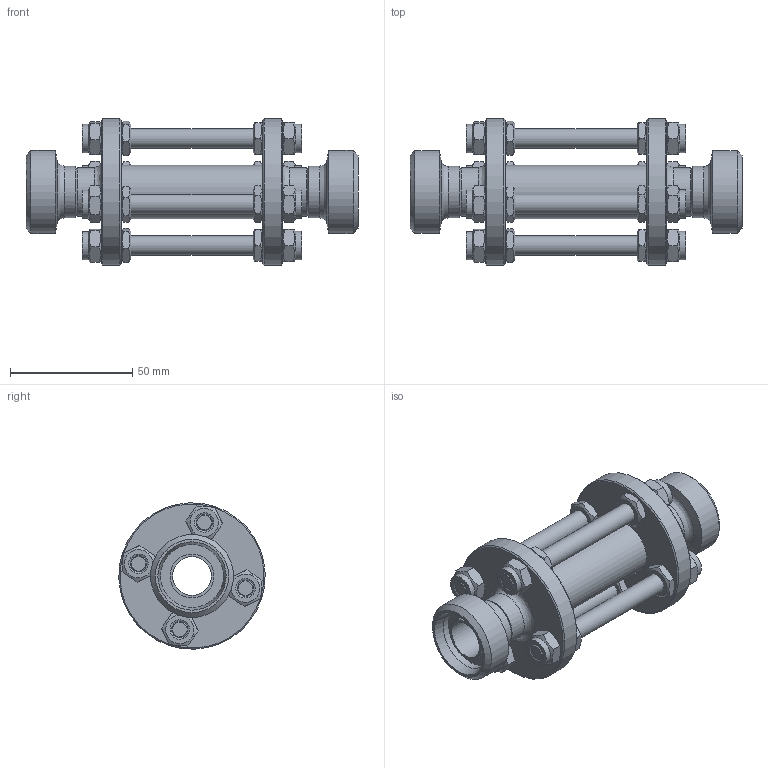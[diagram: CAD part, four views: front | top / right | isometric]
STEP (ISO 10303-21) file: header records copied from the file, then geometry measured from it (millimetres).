
FILE_DESCRIPTION((''),'2;1');
FILE_NAME('61400015X200.stp','2010-10-29T11:37:48',('Creator'),(''),'Autodesk Inventor 2010','Autodesk Inventor 2010','');
FILE_SCHEMA(('AUTOMOTIVE_DESIGN { 1 0 10303 214 1 1 1 1 }'));
Length unit declared in the file: millimetre
Products named in the file (1): 61400015X200
Bounding box: 136 x 59.96 x 59.96 mm (x, y, z)
Volume: 90863.8 mm3; surface area: 45012.7 mm2
Topology: 1 solids, 9 shells, 286 faces, 650 edges, 420 vertices
Faces by surface type: plane 152, cone 84, cylinder 46, bspline 4
Full cylindrical faces by diameter (mm): 8 x12, 8.5 x8, 11.6 x8, 16 x2, 17 x1, 18 x2, 20 x2, 21 x2, 22 x1, 24 x2, 25.8 x2, 34 x2, 60 x2
Entity records: 7175 total; most frequent: CARTESIAN_POINT 1683, DIRECTION 1018, ORIENTED_EDGE 932, EDGE_LOOP 484, EDGE_CURVE 466, AXIS2_PLACEMENT_3D 461, VERTEX_POINT 370, FACE_OUTER_BOUND 286
